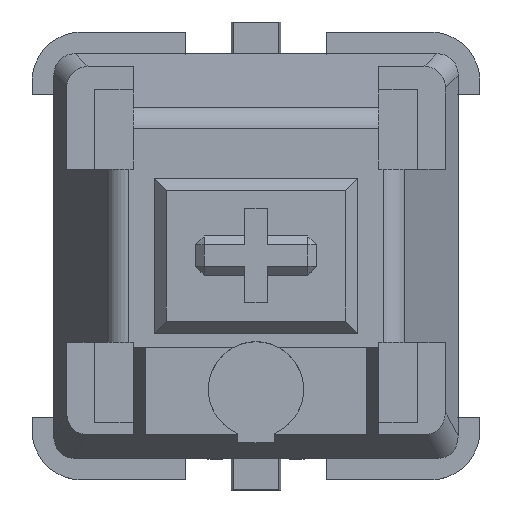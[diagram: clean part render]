
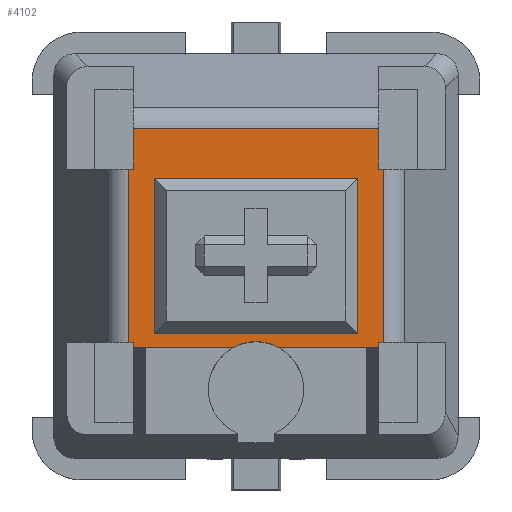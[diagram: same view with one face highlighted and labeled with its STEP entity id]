
A CAD part, top view. The second image highlights one B-rep face of the part: STEP entity #4102.
In plain terms, the highlighted planar face has unit normal (0, 0, 1).
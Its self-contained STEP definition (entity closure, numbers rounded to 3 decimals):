
#106=CIRCLE('',#4390,1.651);
#252=FACE_OUTER_BOUND('',#483,.T.);
#483=EDGE_LOOP('',(#3291,#3292,#3293,#3294,#3295,#3296,#3297,#3298,#3299,
#3300,#3301,#3302,#3303,#3304,#3305,#3306));
#873=LINE('',#6303,#1397);
#897=LINE('',#6352,#1421);
#898=LINE('',#6354,#1422);
#899=LINE('',#6356,#1423);
#900=LINE('',#6358,#1424);
#901=LINE('',#6360,#1425);
#902=LINE('',#6362,#1426);
#903=LINE('',#6364,#1427);
#904=LINE('',#6366,#1428);
#905=LINE('',#6368,#1429);
#906=LINE('',#6370,#1430);
#907=LINE('',#6372,#1431);
#908=LINE('',#6374,#1432);
#909=LINE('',#6376,#1433);
#910=LINE('',#6377,#1434);
#1397=VECTOR('',#5155,1000.);
#1421=VECTOR('',#5189,1000.);
#1422=VECTOR('',#5190,1000.);
#1423=VECTOR('',#5191,1000.);
#1424=VECTOR('',#5192,1000.);
#1425=VECTOR('',#5193,1000.);
#1426=VECTOR('',#5194,1000.);
#1427=VECTOR('',#5195,1000.);
#1428=VECTOR('',#5196,1000.);
#1429=VECTOR('',#5197,1000.);
#1430=VECTOR('',#5198,1000.);
#1431=VECTOR('',#5199,1000.);
#1432=VECTOR('',#5200,1000.);
#1433=VECTOR('',#5201,1000.);
#1434=VECTOR('',#5202,1000.);
#1852=VERTEX_POINT('',#6300);
#1853=VERTEX_POINT('',#6302);
#1872=VERTEX_POINT('',#6349);
#1873=VERTEX_POINT('',#6351);
#1874=VERTEX_POINT('',#6353);
#1875=VERTEX_POINT('',#6355);
#1876=VERTEX_POINT('',#6357);
#1877=VERTEX_POINT('',#6359);
#1878=VERTEX_POINT('',#6361);
#1879=VERTEX_POINT('',#6363);
#1880=VERTEX_POINT('',#6365);
#1881=VERTEX_POINT('',#6367);
#1882=VERTEX_POINT('',#6369);
#1883=VERTEX_POINT('',#6371);
#1884=VERTEX_POINT('',#6373);
#1885=VERTEX_POINT('',#6375);
#2350=EDGE_CURVE('',#1852,#1853,#873,.T.);
#2374=EDGE_CURVE('',#1872,#1852,#106,.T.);
#2375=EDGE_CURVE('',#1873,#1872,#897,.T.);
#2376=EDGE_CURVE('',#1873,#1874,#898,.T.);
#2377=EDGE_CURVE('',#1875,#1874,#899,.T.);
#2378=EDGE_CURVE('',#1876,#1875,#900,.T.);
#2379=EDGE_CURVE('',#1876,#1877,#901,.T.);
#2380=EDGE_CURVE('',#1878,#1877,#902,.T.);
#2381=EDGE_CURVE('',#1879,#1878,#903,.T.);
#2382=EDGE_CURVE('',#1879,#1880,#904,.T.);
#2383=EDGE_CURVE('',#1881,#1880,#905,.T.);
#2384=EDGE_CURVE('',#1882,#1881,#906,.T.);
#2385=EDGE_CURVE('',#1882,#1883,#907,.T.);
#2386=EDGE_CURVE('',#1884,#1883,#908,.T.);
#2387=EDGE_CURVE('',#1885,#1884,#909,.T.);
#2388=EDGE_CURVE('',#1885,#1853,#910,.T.);
#3291=ORIENTED_EDGE('',*,*,#2374,.F.);
#3292=ORIENTED_EDGE('',*,*,#2375,.F.);
#3293=ORIENTED_EDGE('',*,*,#2376,.T.);
#3294=ORIENTED_EDGE('',*,*,#2377,.F.);
#3295=ORIENTED_EDGE('',*,*,#2378,.F.);
#3296=ORIENTED_EDGE('',*,*,#2379,.T.);
#3297=ORIENTED_EDGE('',*,*,#2380,.F.);
#3298=ORIENTED_EDGE('',*,*,#2381,.F.);
#3299=ORIENTED_EDGE('',*,*,#2382,.T.);
#3300=ORIENTED_EDGE('',*,*,#2383,.F.);
#3301=ORIENTED_EDGE('',*,*,#2384,.F.);
#3302=ORIENTED_EDGE('',*,*,#2385,.T.);
#3303=ORIENTED_EDGE('',*,*,#2386,.F.);
#3304=ORIENTED_EDGE('',*,*,#2387,.F.);
#3305=ORIENTED_EDGE('',*,*,#2388,.T.);
#3306=ORIENTED_EDGE('',*,*,#2350,.F.);
#3872=PLANE('',#4389);
#4102=ADVANCED_FACE('',(#252),#3872,.T.);
#4389=AXIS2_PLACEMENT_3D('',#6348,#5185,#5186);
#4390=AXIS2_PLACEMENT_3D('',#6350,#5187,#5188);
#5155=DIRECTION('',(-1.,0.,0.));
#5185=DIRECTION('center_axis',(0.,0.,1.));
#5186=DIRECTION('ref_axis',(0.,-1.,0.));
#5187=DIRECTION('center_axis',(0.,0.,1.));
#5188=DIRECTION('ref_axis',(0.,-1.,0.));
#5189=DIRECTION('',(-1.,0.,0.));
#5190=DIRECTION('',(1.,0.,0.));
#5191=DIRECTION('',(0.,-1.,0.));
#5192=DIRECTION('',(-1.,0.,0.));
#5193=DIRECTION('',(0.,1.,0.));
#5194=DIRECTION('',(1.,0.,0.));
#5195=DIRECTION('',(0.,-1.,0.));
#5196=DIRECTION('',(-1.,0.,0.));
#5197=DIRECTION('',(0.,1.,0.));
#5198=DIRECTION('',(1.,0.,0.));
#5199=DIRECTION('',(0.,-1.,0.));
#5200=DIRECTION('',(-1.,0.,0.));
#5201=DIRECTION('',(0.,1.,0.));
#5202=DIRECTION('',(1.,0.,0.));
#6300=CARTESIAN_POINT('',(-0.798,-3.176,10.8));
#6302=CARTESIAN_POINT('',(-3.824,-3.176,10.8));
#6303=CARTESIAN_POINT('',(3.824,-3.176,10.8));
#6348=CARTESIAN_POINT('Origin',(0.,0.,10.8));
#6349=CARTESIAN_POINT('',(0.798,-3.176,10.8));
#6350=CARTESIAN_POINT('Origin',(0.,-4.621,10.8));
#6351=CARTESIAN_POINT('',(3.824,-3.176,10.8));
#6352=CARTESIAN_POINT('',(3.824,-3.176,10.8));
#6353=CARTESIAN_POINT('',(4.247,-3.176,10.8));
#6354=CARTESIAN_POINT('',(-10.,-3.176,10.8));
#6355=CARTESIAN_POINT('',(4.247,-2.997,10.8));
#6356=CARTESIAN_POINT('',(4.247,-6.997,10.8));
#6357=CARTESIAN_POINT('',(4.397,-2.997,10.8));
#6358=CARTESIAN_POINT('',(0.,-2.997,10.8));
#6359=CARTESIAN_POINT('',(4.397,2.997,10.8));
#6360=CARTESIAN_POINT('',(4.397,2.997,10.8));
#6361=CARTESIAN_POINT('',(4.247,2.997,10.8));
#6362=CARTESIAN_POINT('',(6.997,2.997,10.8));
#6363=CARTESIAN_POINT('',(4.247,4.397,10.8));
#6364=CARTESIAN_POINT('',(4.247,0.,10.8));
#6365=CARTESIAN_POINT('',(-4.247,4.397,10.8));
#6366=CARTESIAN_POINT('',(-4.247,4.397,10.8));
#6367=CARTESIAN_POINT('',(-4.247,2.997,10.8));
#6368=CARTESIAN_POINT('',(-4.247,6.997,10.8));
#6369=CARTESIAN_POINT('',(-4.397,2.997,10.8));
#6370=CARTESIAN_POINT('',(0.,2.997,10.8));
#6371=CARTESIAN_POINT('',(-4.397,-2.997,10.8));
#6372=CARTESIAN_POINT('',(-4.397,-2.997,10.8));
#6373=CARTESIAN_POINT('',(-4.247,-2.997,10.8));
#6374=CARTESIAN_POINT('',(-6.997,-2.997,10.8));
#6375=CARTESIAN_POINT('',(-4.247,-3.176,10.8));
#6376=CARTESIAN_POINT('',(-4.247,0.,10.8));
#6377=CARTESIAN_POINT('',(-10.,-3.176,10.8));
